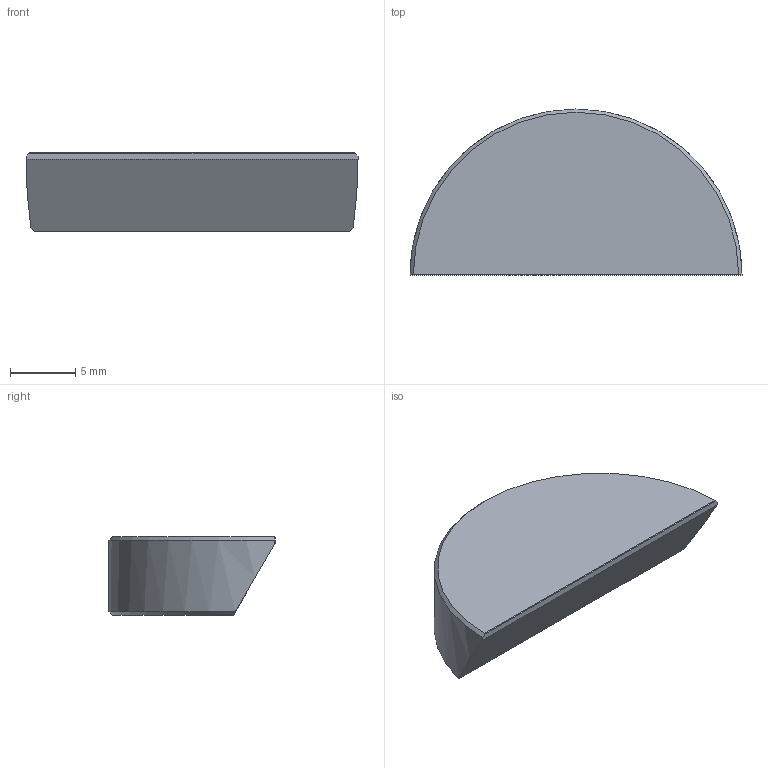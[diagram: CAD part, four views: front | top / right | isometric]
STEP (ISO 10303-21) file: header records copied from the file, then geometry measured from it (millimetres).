
FILE_DESCRIPTION (( 'STEP AP214' ), '1' );
FILE_NAME ('15653-E0W.STEP', '2009-02-03T13:54:42', ( '' ), ( '' ), 'SwSTEP 2.0', 'SolidWorks 2007', '' );
FILE_SCHEMA (( 'AUTOMOTIVE_DESIGN' ));
Length unit declared in the file: millimetre
Products named in the file (2): 15653-E0W; 15653-001_PFD10-03-F01 15653-001
Assembly tree (1 placements, depth 2):
  15653-E0W
    15653-001_PFD10-03-F01 15653-001
Bounding box: 25.4 x 12.7 x 6 mm (x, y, z)
Volume: 1297.2 mm3; surface area: 809.4 mm2
Topology: 1 solids, 1 shells, 8 faces, 18 edges, 12 vertices
Faces by surface type: plane 5, cone 2, cylinder 1
Entity records: 340 total; most frequent: CARTESIAN_POINT 60, DIRECTION 40, ORIENTED_EDGE 36, EDGE_CURVE 18, AXIS2_PLACEMENT_3D 16, VERTEX_POINT 12, ADVANCED_FACE 8, EDGE_LOOP 8
